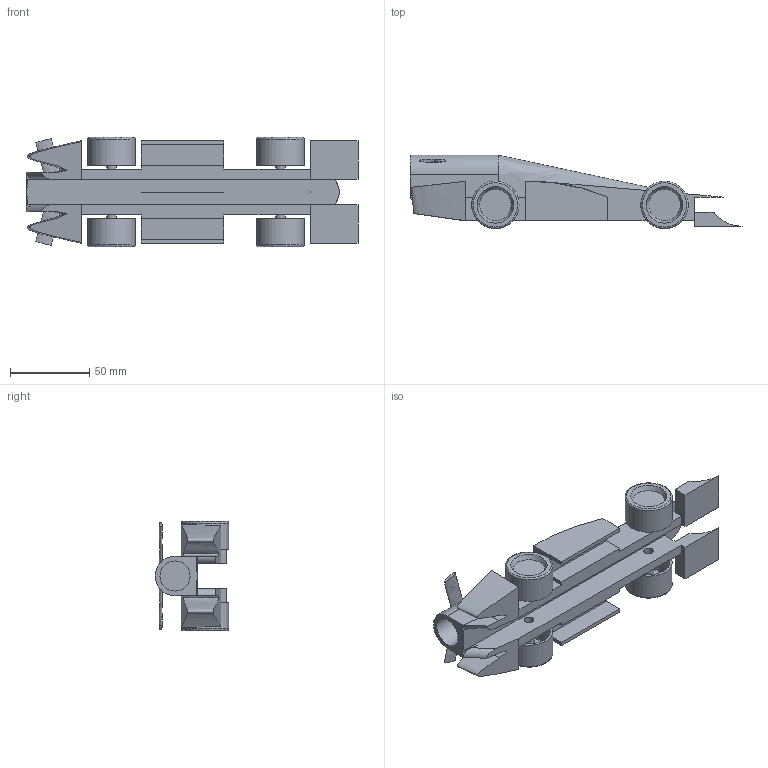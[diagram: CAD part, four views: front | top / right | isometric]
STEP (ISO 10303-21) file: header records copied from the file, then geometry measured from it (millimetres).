
FILE_DESCRIPTION(/* description */ (''),/* implementation_level */ '2;1');
FILE_NAME(/* name */ 'p5.step',/* time_stamp */ '2023-11-02T20:21:12+04:00',/* author */ (''),/* organization */ (''),/* preprocessor_version */ 'ST-DEVELOPER v20',/* originating_system */ 'Autodesk Translation Framework v12.14.0.127',/* authorisation */ '');
FILE_SCHEMA (('AUTOMOTIVE_DESIGN { 1 0 10303 214 3 1 1 }'));
Length unit declared in the file: millimetre
Products named in the file (2): PRO5; f1_wheel v1
Assembly tree (4 placements, depth 2):
  PRO5
    f1_wheel v1  x4
Bounding box: 210 x 46.5 x 69 mm (x, y, z)
Volume: 152166.2 mm3; surface area: 67093.5 mm2
Topology: 5 solids, 5 shells, 153 faces, 345 edges, 222 vertices
Faces by surface type: plane 87, cylinder 24, cone 16, bspline 14, torus 12
Full cylindrical faces by diameter (mm): 2.85 x4, 6 x4, 19 x1, 30 x4
Entity records: 3716 total; most frequent: CARTESIAN_POINT 1077, ORIENTED_EDGE 552, DIRECTION 489, EDGE_CURVE 276, LINE 185, VECTOR 185, VERTEX_POINT 180, AXIS2_PLACEMENT_3D 152
